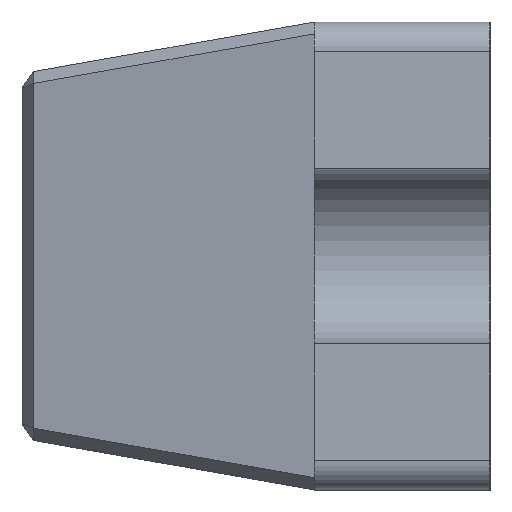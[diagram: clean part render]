
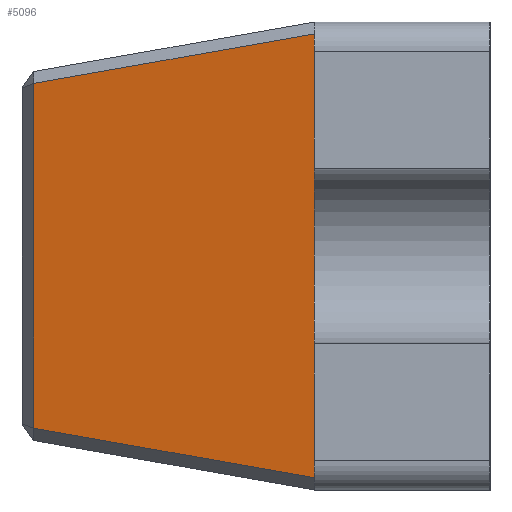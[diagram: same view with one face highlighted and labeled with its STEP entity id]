
A CAD part, left-side view. The second image highlights one B-rep face of the part: STEP entity #5096.
In plain terms, the highlighted planar face has unit normal (-0.985, 0.174, 0).
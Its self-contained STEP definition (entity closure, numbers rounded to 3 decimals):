
#111 = ORIENTED_EDGE ( 'NONE', *, *, #1980, .T. ) ;
#150 = ORIENTED_EDGE ( 'NONE', *, *, #645, .T. ) ;
#361 = EDGE_CURVE ( 'NONE', #2820, #1624, #2956, .T. ) ;
#645 = EDGE_CURVE ( 'NONE', #4153, #2820, #1993, .T. ) ;
#849 = VECTOR ( 'NONE', #1337, 1000. ) ;
#936 = CARTESIAN_POINT ( 'NONE',  ( -0.425, 0.78, 0.4 ) ) ;
#969 = CARTESIAN_POINT ( 'NONE',  ( -0.487, 0.429, -0.356 ) ) ;
#1275 = CARTESIAN_POINT ( 'NONE',  ( -0.51, 0.3, 0.38 ) ) ;
#1337 = DIRECTION ( 'NONE',  ( 0., 0., -1. ) ) ;
#1624 = VERTEX_POINT ( 'NONE', #3766 ) ;
#1892 = CARTESIAN_POINT ( 'NONE',  ( -0.425, 0.78, 0.295 ) ) ;
#1957 = VECTOR ( 'NONE', #4857, 1000. ) ;
#1980 = EDGE_CURVE ( 'NONE', #4459, #4153, #4973, .T. ) ;
#1993 = LINE ( 'NONE', #3250, #3953 ) ;
#2106 = CARTESIAN_POINT ( 'NONE',  ( -0.51, 0.3, 0.4 ) ) ;
#2358 = CARTESIAN_POINT ( 'NONE',  ( -0.51, 0.3, 0.4 ) ) ;
#2520 = DIRECTION ( 'NONE',  ( 0.171, 0.97, -0.171 ) ) ;
#2577 = FACE_OUTER_BOUND ( 'NONE', #3272, .T. ) ;
#2661 = CARTESIAN_POINT ( 'NONE',  ( -0.51, 0.3, -0.379 ) ) ;
#2755 = DIRECTION ( 'NONE',  ( -0.174, -0.985, 0. ) ) ;
#2820 = VERTEX_POINT ( 'NONE', #1892 ) ;
#2956 = LINE ( 'NONE', #936, #849 ) ;
#3226 = LINE ( 'NONE', #969, #3348 ) ;
#3250 = CARTESIAN_POINT ( 'NONE',  ( -0.511, 0.297, 0.38 ) ) ;
#3272 = EDGE_LOOP ( 'NONE', ( #4286, #4955, #111, #150 ) ) ;
#3348 = VECTOR ( 'NONE', #3710, 1000. ) ;
#3502 = PLANE ( 'NONE',  #4005 ) ;
#3658 = EDGE_CURVE ( 'NONE', #1624, #4459, #3226, .T. ) ;
#3710 = DIRECTION ( 'NONE',  ( -0.171, -0.97, -0.171 ) ) ;
#3766 = CARTESIAN_POINT ( 'NONE',  ( -0.425, 0.78, -0.294 ) ) ;
#3953 = VECTOR ( 'NONE', #2520, 1000. ) ;
#4005 = AXIS2_PLACEMENT_3D ( 'NONE', #2358, #5098, #2755 ) ;
#4153 = VERTEX_POINT ( 'NONE', #1275 ) ;
#4286 = ORIENTED_EDGE ( 'NONE', *, *, #361, .T. ) ;
#4459 = VERTEX_POINT ( 'NONE', #2661 ) ;
#4857 = DIRECTION ( 'NONE',  ( 0., 0., 1. ) ) ;
#4955 = ORIENTED_EDGE ( 'NONE', *, *, #3658, .T. ) ;
#4973 = LINE ( 'NONE', #2106, #1957 ) ;
#5096 = ADVANCED_FACE ( 'NONE', ( #2577 ), #3502, .T. ) ;
#5098 = DIRECTION ( 'NONE',  ( -0.985, 0.174, 0. ) ) ;
